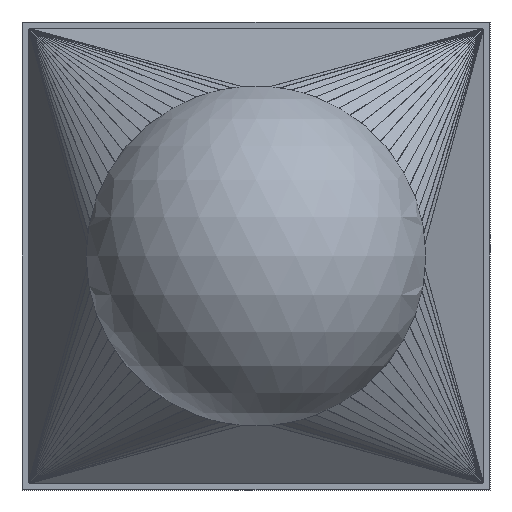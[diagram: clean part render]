
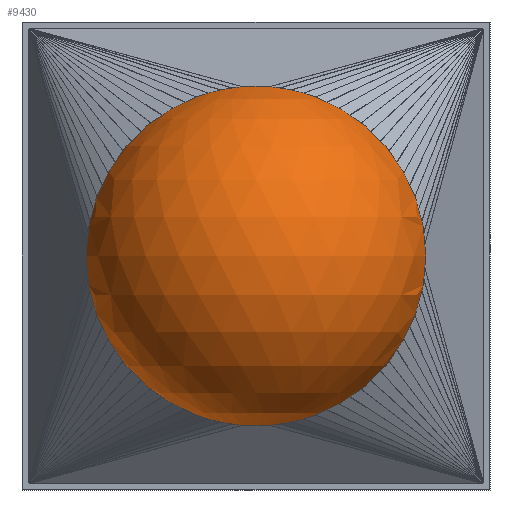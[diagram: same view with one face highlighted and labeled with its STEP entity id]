
A CAD part, front view. The second image highlights one B-rep face of the part: STEP entity #9430.
In plain terms, the highlighted spherical face has radius 610 mm.
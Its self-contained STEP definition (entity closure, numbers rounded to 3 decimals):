
#15=SPHERICAL_SURFACE('',#10301,610.);
#229=CIRCLE('',#10300,600.);
#1458=FACE_OUTER_BOUND('',#2016,.T.);
#2016=EDGE_LOOP('',(#8457));
#4450=VERTEX_POINT('',#18344);
#5839=EDGE_CURVE('',#4450,#4450,#229,.T.);
#8457=ORIENTED_EDGE('',*,*,#5839,.T.);
#9430=ADVANCED_FACE('',(#1458),#15,.T.);
#10300=AXIS2_PLACEMENT_3D('',#18345,#12797,#12798);
#10301=AXIS2_PLACEMENT_3D('',#18346,#12799,#12800);
#12797=DIRECTION('center_axis',(0.,-1.,0.));
#12798=DIRECTION('ref_axis',(1.,0.,0.));
#12799=DIRECTION('center_axis',(0.,0.,1.));
#12800=DIRECTION('ref_axis',(1.,0.,0.));
#18344=CARTESIAN_POINT('',(600.,0.,0.));
#18345=CARTESIAN_POINT('Origin',(0.,0.,
0.));
#18346=CARTESIAN_POINT('Origin',(0.,110.,0.));
